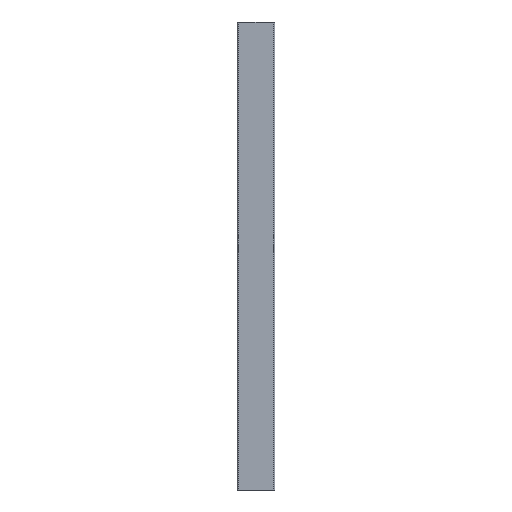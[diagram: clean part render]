
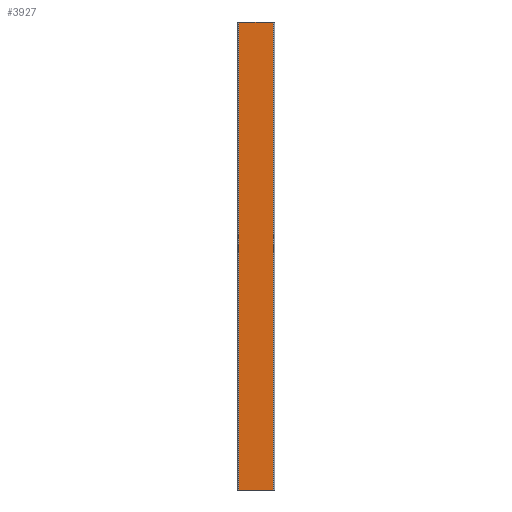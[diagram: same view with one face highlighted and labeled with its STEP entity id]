
A CAD part, left-side view. The second image highlights one B-rep face of the part: STEP entity #3927.
In plain terms, the highlighted planar face has unit normal (-1, 0, 0).
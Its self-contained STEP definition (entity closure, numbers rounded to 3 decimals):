
#243=FACE_OUTER_BOUND('',#442,.T.);
#442=EDGE_LOOP('',(#3263,#3264,#3265,#3266));
#847=LINE('',#5987,#1371);
#939=LINE('',#6178,#1463);
#940=LINE('',#6181,#1464);
#941=LINE('',#6182,#1465);
#1371=VECTOR('',#4885,10.);
#1463=VECTOR('',#5043,10.);
#1464=VECTOR('',#5046,10.);
#1465=VECTOR('',#5047,10.);
#1809=VERTEX_POINT('',#5984);
#1810=VERTEX_POINT('',#5986);
#1876=VERTEX_POINT('',#6176);
#1877=VERTEX_POINT('',#6180);
#2305=EDGE_CURVE('',#1809,#1810,#847,.T.);
#2401=EDGE_CURVE('',#1876,#1809,#939,.T.);
#2402=EDGE_CURVE('',#1877,#1876,#940,.T.);
#2403=EDGE_CURVE('',#1877,#1810,#941,.T.);
#3263=ORIENTED_EDGE('',*,*,#2401,.F.);
#3264=ORIENTED_EDGE('',*,*,#2402,.F.);
#3265=ORIENTED_EDGE('',*,*,#2403,.T.);
#3266=ORIENTED_EDGE('',*,*,#2305,.F.);
#3739=PLANE('',#4175);
#3927=ADVANCED_FACE('',(#243),#3739,.T.);
#4175=AXIS2_PLACEMENT_3D('',#6179,#5044,#5045);
#4885=DIRECTION('',(0.,1.,0.));
#5043=DIRECTION('',(0.,0.,-1.));
#5044=DIRECTION('center_axis',(-1.,0.,0.));
#5045=DIRECTION('ref_axis',(0.,-1.,0.));
#5046=DIRECTION('',(0.,-1.,0.));
#5047=DIRECTION('',(0.,0.,-1.));
#5984=CARTESIAN_POINT('',(-20.,-37.,-500.));
#5986=CARTESIAN_POINT('',(-20.,37.,-500.));
#5987=CARTESIAN_POINT('',(-20.,-37.,-500.));
#6176=CARTESIAN_POINT('',(-20.,-37.,500.));
#6178=CARTESIAN_POINT('',(-20.,-37.,0.));
#6179=CARTESIAN_POINT('Origin',(-20.,37.,0.));
#6180=CARTESIAN_POINT('',(-20.,37.,500.));
#6181=CARTESIAN_POINT('',(-20.,-37.,500.));
#6182=CARTESIAN_POINT('',(-20.,37.,0.));
